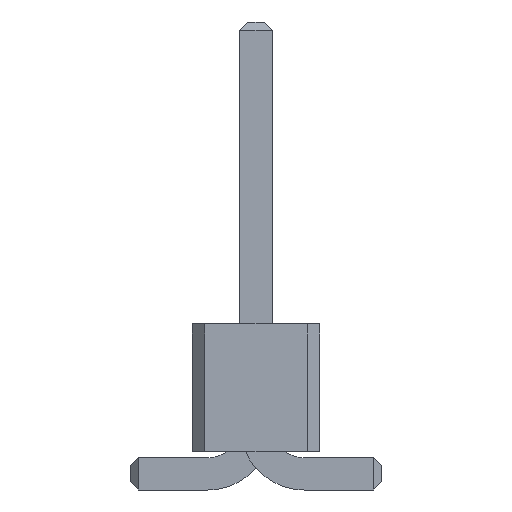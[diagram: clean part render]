
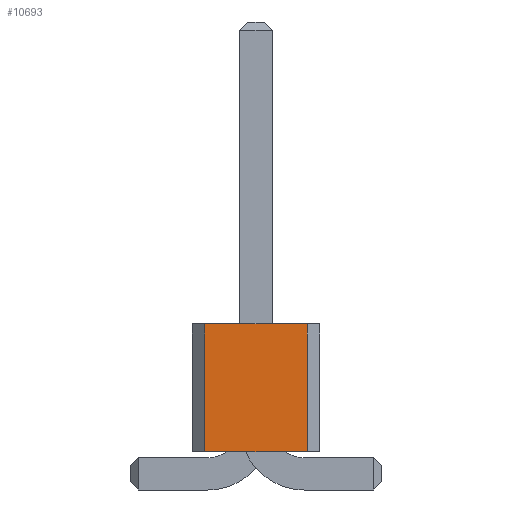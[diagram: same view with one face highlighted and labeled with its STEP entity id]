
A CAD part, front view. The second image highlights one B-rep face of the part: STEP entity #10693.
In plain terms, the highlighted planar face has unit normal (0, -1, 0).
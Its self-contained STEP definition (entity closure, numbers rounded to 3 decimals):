
#1031 = VERTEX_POINT('',#1032);
#1032 = CARTESIAN_POINT('',(1.016,-50.8,0.76));
#1038 = EDGE_CURVE('',#1039,#1031,#1041,.T.);
#1039 = VERTEX_POINT('',#1040);
#1040 = CARTESIAN_POINT('',(-1.016,-50.8,0.76));
#1041 = LINE('',#1042,#1043);
#1042 = CARTESIAN_POINT('',(-1.27,-50.8,0.76));
#1043 = VECTOR('',#1044,1.);
#1044 = DIRECTION('',(1.,0.,0.));
#4351 = VERTEX_POINT('',#4352);
#4352 = CARTESIAN_POINT('',(-1.016,-50.8,3.3));
#4358 = EDGE_CURVE('',#4351,#4359,#4361,.T.);
#4359 = VERTEX_POINT('',#4360);
#4360 = CARTESIAN_POINT('',(1.016,-50.8,3.3));
#4361 = LINE('',#4362,#4363);
#4362 = CARTESIAN_POINT('',(-1.27,-50.8,3.3));
#4363 = VECTOR('',#4364,1.);
#4364 = DIRECTION('',(1.,0.,0.));
#10683 = EDGE_CURVE('',#1039,#4351,#10684,.T.);
#10684 = LINE('',#10685,#10686);
#10685 = CARTESIAN_POINT('',(-1.016,-50.8,0.76));
#10686 = VECTOR('',#10687,1.);
#10687 = DIRECTION('',(0.,0.,1.));
#10693 = ADVANCED_FACE('',(#10694),#10705,.F.);
#10694 = FACE_BOUND('',#10695,.F.);
#10695 = EDGE_LOOP('',(#10696,#10697,#10698,#10699));
#10696 = ORIENTED_EDGE('',*,*,#1038,.F.);
#10697 = ORIENTED_EDGE('',*,*,#10683,.T.);
#10698 = ORIENTED_EDGE('',*,*,#4358,.T.);
#10699 = ORIENTED_EDGE('',*,*,#10700,.F.);
#10700 = EDGE_CURVE('',#1031,#4359,#10701,.T.);
#10701 = LINE('',#10702,#10703);
#10702 = CARTESIAN_POINT('',(1.016,-50.8,0.76));
#10703 = VECTOR('',#10704,1.);
#10704 = DIRECTION('',(0.,0.,1.));
#10705 = PLANE('',#10706);
#10706 = AXIS2_PLACEMENT_3D('',#10707,#10708,#10709);
#10707 = CARTESIAN_POINT('',(-1.27,-50.8,0.76));
#10708 = DIRECTION('',(0.,1.,0.));
#10709 = DIRECTION('',(1.,0.,0.));
